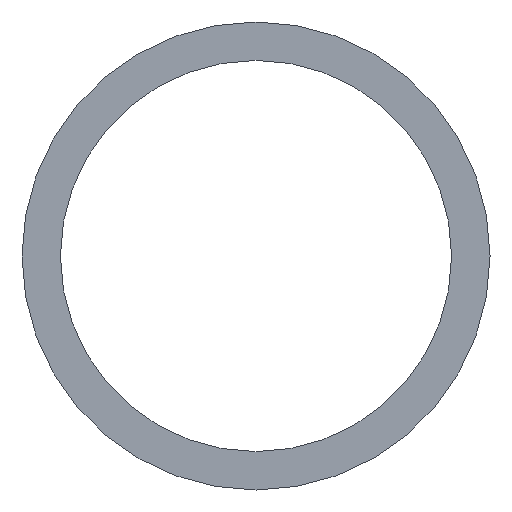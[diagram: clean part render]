
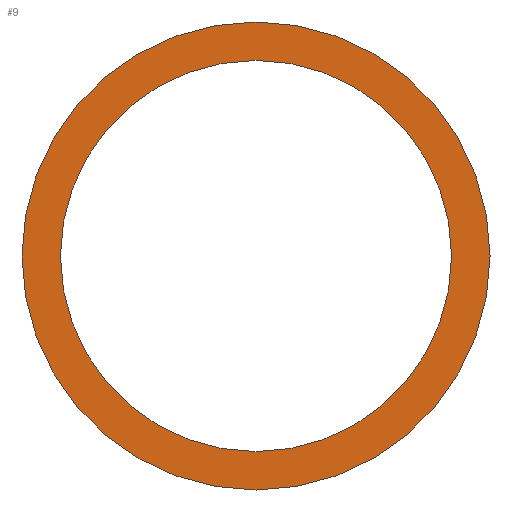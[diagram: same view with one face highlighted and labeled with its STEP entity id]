
A CAD part, front view. The second image highlights one B-rep face of the part: STEP entity #9.
In plain terms, the highlighted planar face has unit normal (0, -1, 0).
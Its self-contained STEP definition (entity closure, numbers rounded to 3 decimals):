
#9 = ADVANCED_FACE ( 'NONE', ( #164, #155 ), #20, .T. ) ;
#15 = DIRECTION ( 'NONE',  ( 0., 0., -1. ) ) ;
#19 = CARTESIAN_POINT ( 'NONE',  ( -16.951, 0., 16.951 ) ) ;
#20 = PLANE ( 'NONE',  #111 ) ;
#21 = DIRECTION ( 'NONE',  ( 0., -1., 0. ) ) ;
#37 = DIRECTION ( 'NONE',  ( 0., 1., 0. ) ) ;
#44 = CARTESIAN_POINT ( 'NONE',  ( 0., 0., 14. ) ) ;
#46 = CARTESIAN_POINT ( 'NONE',  ( 0., 0., -14. ) ) ;
#47 = CARTESIAN_POINT ( 'NONE',  ( 0., 0., -16.75 ) ) ;
#51 = CARTESIAN_POINT ( 'NONE',  ( 0., 0., 0. ) ) ;
#54 = CARTESIAN_POINT ( 'NONE',  ( 0., 0., 0. ) ) ;
#58 = DIRECTION ( 'NONE',  ( 0., -1., 0. ) ) ;
#64 = DIRECTION ( 'NONE',  ( 0., 0., -1. ) ) ;
#66 = DIRECTION ( 'NONE',  ( 0., 0., -1. ) ) ;
#78 = CARTESIAN_POINT ( 'NONE',  ( 0., 0., 0. ) ) ;
#84 = DIRECTION ( 'NONE',  ( 0., 0., -1. ) ) ;
#90 = CARTESIAN_POINT ( 'NONE',  ( 0., 0., 16.75 ) ) ;
#91 = DIRECTION ( 'NONE',  ( 0., -1., 0. ) ) ;
#94 = DIRECTION ( 'NONE',  ( 0., 1., 0. ) ) ;
#95 = DIRECTION ( 'NONE',  ( 0., 0., -1. ) ) ;
#97 = CARTESIAN_POINT ( 'NONE',  ( 0., 0., 0. ) ) ;
#100 = EDGE_CURVE ( 'NONE', #167, #172, #154, .T. ) ;
#108 = AXIS2_PLACEMENT_3D ( 'NONE', #97, #94, #95 ) ;
#111 = AXIS2_PLACEMENT_3D ( 'NONE', #19, #21, #15 ) ;
#115 = AXIS2_PLACEMENT_3D ( 'NONE', #78, #91, #84 ) ;
#118 = EDGE_CURVE ( 'NONE', #168, #169, #149, .T. ) ;
#120 = EDGE_CURVE ( 'NONE', #172, #167, #144, .T. ) ;
#123 = EDGE_CURVE ( 'NONE', #169, #168, #145, .T. ) ;
#128 = AXIS2_PLACEMENT_3D ( 'NONE', #54, #58, #64 ) ;
#132 = AXIS2_PLACEMENT_3D ( 'NONE', #51, #37, #66 ) ;
#144 = CIRCLE ( 'NONE', #128, 16.75 ) ;
#145 = CIRCLE ( 'NONE', #132, 14. ) ;
#149 = CIRCLE ( 'NONE', #108, 14. ) ;
#154 = CIRCLE ( 'NONE', #115, 16.75 ) ;
#155 = FACE_OUTER_BOUND ( 'NONE', #177, .T. ) ;
#164 = FACE_BOUND ( 'NONE', #180, .T. ) ;
#167 = VERTEX_POINT ( 'NONE', #47 ) ;
#168 = VERTEX_POINT ( 'NONE', #46 ) ;
#169 = VERTEX_POINT ( 'NONE', #44 ) ;
#172 = VERTEX_POINT ( 'NONE', #90 ) ;
#177 = EDGE_LOOP ( 'NONE', ( #200, #201 ) ) ;
#180 = EDGE_LOOP ( 'NONE', ( #198, #193 ) ) ;
#193 = ORIENTED_EDGE ( 'NONE', *, *, #123, .T. ) ;
#198 = ORIENTED_EDGE ( 'NONE', *, *, #118, .T. ) ;
#200 = ORIENTED_EDGE ( 'NONE', *, *, #100, .T. ) ;
#201 = ORIENTED_EDGE ( 'NONE', *, *, #120, .T. ) ;
